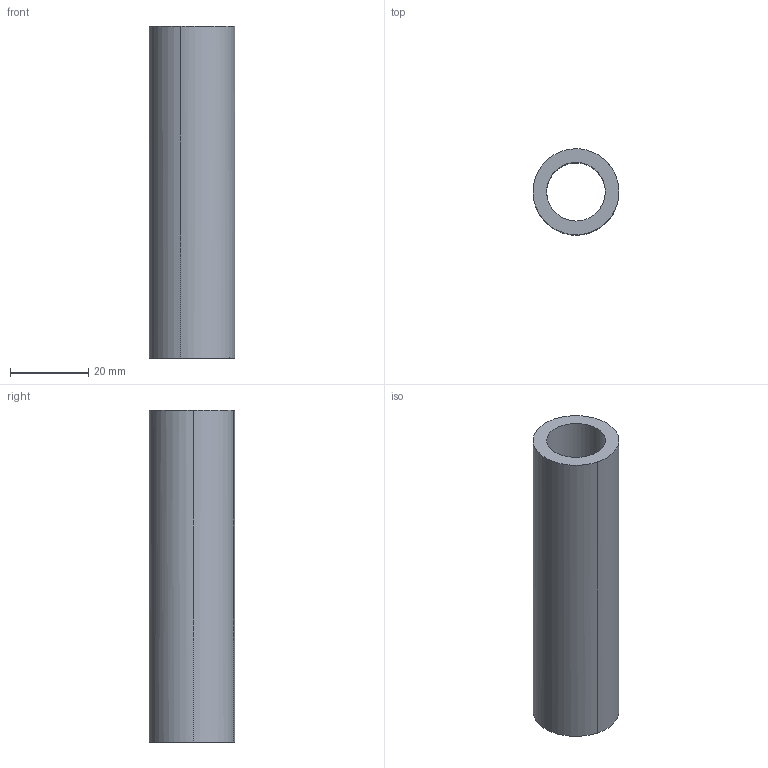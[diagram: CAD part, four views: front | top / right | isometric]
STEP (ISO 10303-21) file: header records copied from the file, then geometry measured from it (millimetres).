
FILE_DESCRIPTION(('produced by SPATIAL CORP'),'2;1');
FILE_NAME('Part61.hh.sat.stp', '2002-04-22T11:48:18+00:00',('SPATIAL CORP'),('SPATIAL CORP'), 'ACIS STEP Husk','http://www.spatial.com','SPATIAL CORP');
FILE_SCHEMA(('CONFIG_CONTROL_DESIGN'));
Length unit declared in the file: millimetre
Products named in the file (1): PRODUCT_ID_1
Bounding box: 21.99 x 21.98 x 85 mm (x, y, z)
Volume: 17292.6 mm3; surface area: 10287.3 mm2
Topology: 1 solids, 1 shells, 8 faces, 18 edges, 12 vertices
Faces by surface type: cylinder 6, plane 2
Entity records: 293 total; most frequent: CARTESIAN_POINT 76, ORIENTED_EDGE 36, EDGE_CURVE 18, VERTEX_POINT 12, DIRECTION 12, EDGE_LOOP 10, FACE_BOUND 10, ADVANCED_FACE 8
